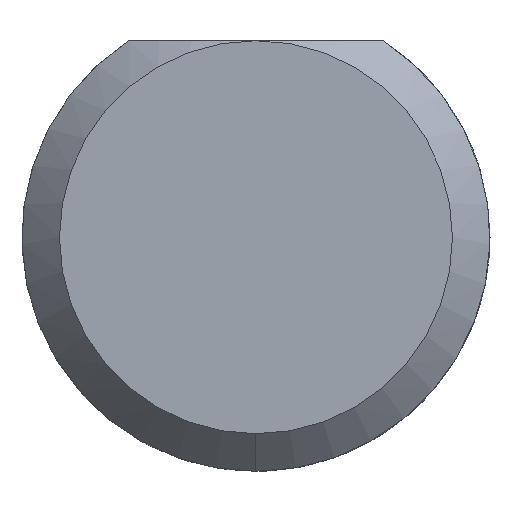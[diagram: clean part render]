
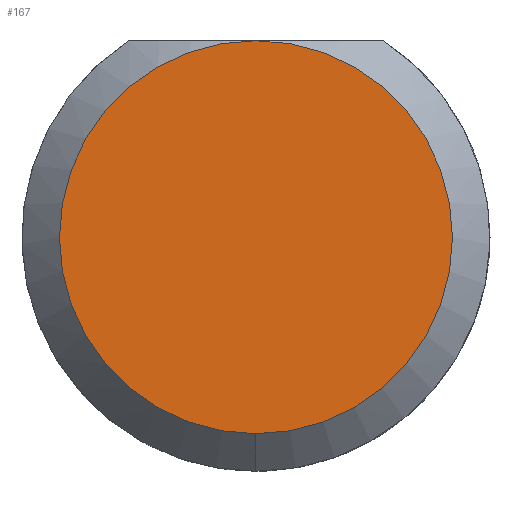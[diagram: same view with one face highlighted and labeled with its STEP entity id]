
A CAD part, left-side view. The second image highlights one B-rep face of the part: STEP entity #167.
In plain terms, the highlighted planar face has unit normal (-1, 0, 0).
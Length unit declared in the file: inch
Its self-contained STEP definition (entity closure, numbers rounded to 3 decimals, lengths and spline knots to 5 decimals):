
#101 = AXIS2_PLACEMENT_3D ( 'NONE', #229, #643, #697 ) ;
#105 = DIRECTION ( 'NONE',  ( 0., 0., -1. ) ) ;
#137 = AXIS2_PLACEMENT_3D ( 'NONE', #638, #150, #105 ) ;
#150 = DIRECTION ( 'NONE',  ( -1., 0., 0. ) ) ;
#161 = ORIENTED_EDGE ( 'NONE', *, *, #379, .T. ) ;
#167 = ADVANCED_FACE ( 'NONE', ( #402 ), #761, .F. ) ;
#213 = CARTESIAN_POINT ( 'NONE',  ( 0., 0., 0. ) ) ;
#229 = CARTESIAN_POINT ( 'NONE',  ( 0., 0., 0. ) ) ;
#250 = AXIS2_PLACEMENT_3D ( 'NONE', #213, #458, #630 ) ;
#273 = CARTESIAN_POINT ( 'NONE',  ( 0., 0., -0.05235 ) ) ;
#295 = CARTESIAN_POINT ( 'NONE',  ( 0., 0., 0.05235 ) ) ;
#379 = EDGE_CURVE ( 'NONE', #388, #528, #733, .T. ) ;
#388 = VERTEX_POINT ( 'NONE', #273 ) ;
#402 = FACE_OUTER_BOUND ( 'NONE', #629, .T. ) ;
#446 = CIRCLE ( 'NONE', #101, 0.05235 ) ;
#458 = DIRECTION ( 'NONE',  ( 1., 0., 0. ) ) ;
#472 = ORIENTED_EDGE ( 'NONE', *, *, #475, .T. ) ;
#475 = EDGE_CURVE ( 'NONE', #528, #388, #446, .T. ) ;
#528 = VERTEX_POINT ( 'NONE', #295 ) ;
#629 = EDGE_LOOP ( 'NONE', ( #472, #161 ) ) ;
#630 = DIRECTION ( 'NONE',  ( 0., 0., -1. ) ) ;
#638 = CARTESIAN_POINT ( 'NONE',  ( 0., 0., 0. ) ) ;
#643 = DIRECTION ( 'NONE',  ( -1., 0., 0. ) ) ;
#697 = DIRECTION ( 'NONE',  ( 0., 0., -1. ) ) ;
#733 = CIRCLE ( 'NONE', #137, 0.05235 ) ;
#761 = PLANE ( 'NONE',  #250 ) ;
